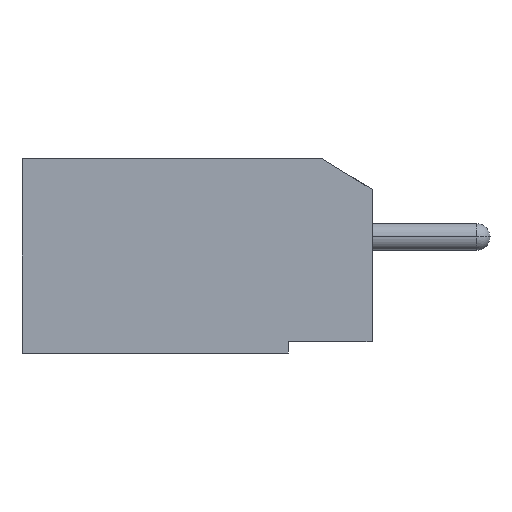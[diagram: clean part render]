
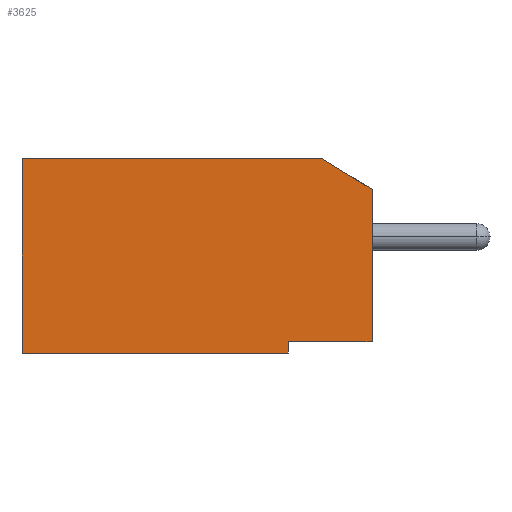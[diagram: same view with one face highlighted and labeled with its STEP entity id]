
A CAD part, left-side view. The second image highlights one B-rep face of the part: STEP entity #3625.
In plain terms, the highlighted planar face has unit normal (-1, 0, 0).
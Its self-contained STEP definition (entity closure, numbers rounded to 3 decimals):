
#687=DIRECTION('',(0.,-1.,0.));
#688=VECTOR('',#687,2.2);
#689=CARTESIAN_POINT('',(-7.1,2.2,-2.25));
#690=LINE('',#689,#688);
#691=DIRECTION('',(0.,0.,1.));
#692=VECTOR('',#691,0.3);
#693=CARTESIAN_POINT('',(-7.1,2.2,-2.55));
#694=LINE('',#693,#692);
#695=DIRECTION('',(0.,0.,-1.));
#696=VECTOR('',#695,5.1);
#697=CARTESIAN_POINT('',(-7.1,9.2,2.55));
#698=LINE('',#697,#696);
#699=DIRECTION('',(0.,1.,0.));
#700=VECTOR('',#699,7.9);
#701=CARTESIAN_POINT('',(-7.1,1.3,2.55));
#702=LINE('',#701,#700);
#703=DIRECTION('',(0.,0.852,0.524));
#704=VECTOR('',#703,1.526);
#705=CARTESIAN_POINT('',(-7.1,0.,1.75));
#706=LINE('',#705,#704);
#707=DIRECTION('',(0.,0.,1.));
#708=VECTOR('',#707,4.);
#709=CARTESIAN_POINT('',(-7.1,0.,-2.25));
#710=LINE('',#709,#708);
#723=DIRECTION('',(0.,1.,0.));
#724=VECTOR('',#723,7.);
#725=CARTESIAN_POINT('',(-7.1,2.2,-2.55));
#726=LINE('',#725,#724);
#2107=CARTESIAN_POINT('',(-7.1,0.,1.75));
#2108=VERTEX_POINT('',#2107);
#2109=CARTESIAN_POINT('',(-7.1,0.,-2.25));
#2110=VERTEX_POINT('',#2109);
#2145=CARTESIAN_POINT('',(-7.1,2.2,-2.25));
#2147=VERTEX_POINT('',#2145);
#2149=CARTESIAN_POINT('',(-7.1,2.2,-2.55));
#2150=VERTEX_POINT('',#2149);
#2265=CARTESIAN_POINT('',(-7.1,1.3,2.55));
#2266=VERTEX_POINT('',#2265);
#2295=CARTESIAN_POINT('',(-7.1,9.2,2.55));
#2296=VERTEX_POINT('',#2295);
#2297=CARTESIAN_POINT('',(-7.1,9.2,-2.55));
#2298=VERTEX_POINT('',#2297);
#3610=CARTESIAN_POINT('',(-7.1,4.6,0.));
#3611=DIRECTION('',(1.,0.,0.));
#3612=DIRECTION('',(0.,0.,1.));
#3613=AXIS2_PLACEMENT_3D('',#3610,#3611,#3612);
#3614=PLANE('',#3613);
#3615=ORIENTED_EDGE('',*,*,#2680,.F.);
#3616=ORIENTED_EDGE('',*,*,#2667,.F.);
#3618=ORIENTED_EDGE('',*,*,#3617,.T.);
#3619=ORIENTED_EDGE('',*,*,#3450,.F.);
#3620=ORIENTED_EDGE('',*,*,#3586,.F.);
#3621=ORIENTED_EDGE('',*,*,#3377,.F.);
#3622=ORIENTED_EDGE('',*,*,#2712,.F.);
#3623=EDGE_LOOP('',(#3615,#3616,#3618,#3619,#3620,#3621,#3622));
#3624=FACE_OUTER_BOUND('',#3623,.F.);
#2667=EDGE_CURVE('',#2150,#2147,#694,.T.);
#2680=EDGE_CURVE('',#2147,#2110,#690,.T.);
#2712=EDGE_CURVE('',#2110,#2108,#710,.T.);
#3377=EDGE_CURVE('',#2108,#2266,#706,.T.);
#3450=EDGE_CURVE('',#2296,#2298,#698,.T.);
#3586=EDGE_CURVE('',#2266,#2296,#702,.T.);
#3617=EDGE_CURVE('',#2150,#2298,#726,.T.);
#3625=ADVANCED_FACE('',(#3624),#3614,.F.);
